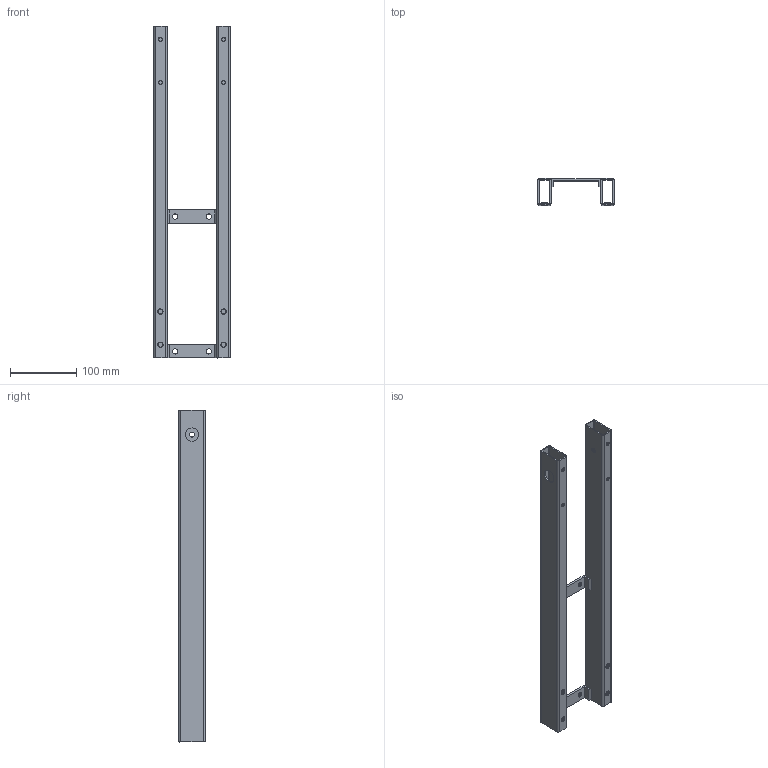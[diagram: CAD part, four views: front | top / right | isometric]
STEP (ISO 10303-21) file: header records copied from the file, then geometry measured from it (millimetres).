
FILE_DESCRIPTION((''),'2;1');
FILE_NAME('JC35TS-1159','2021-01-04T16:14:44',('Administrator'),('捷昌驱动'),'CREO PARAMETRIC BY PTC INC, 2018100','CREO PARAMETRIC BY PTC INC, 2018100','');
FILE_SCHEMA(('CONFIG_CONTROL_DESIGN'));
Length unit declared in the file: millimetre
Products named in the file (1): JC35TS-1159
Bounding box: 115 x 40 x 500 mm (x, y, z)
Volume: 225774.6 mm3; surface area: 225732.5 mm2
Topology: 1 solids, 17 shells, 148 faces, 414 edges, 290 vertices
Faces by surface type: cylinder 84, plane 64
Entity records: 4980 total; most frequent: CARTESIAN_POINT 898, DIRECTION 883, ORIENTED_EDGE 764, EDGE_CURVE 414, AXIS2_PLACEMENT_3D 329, VERTEX_POINT 290, VECTOR 225, LINE 225
